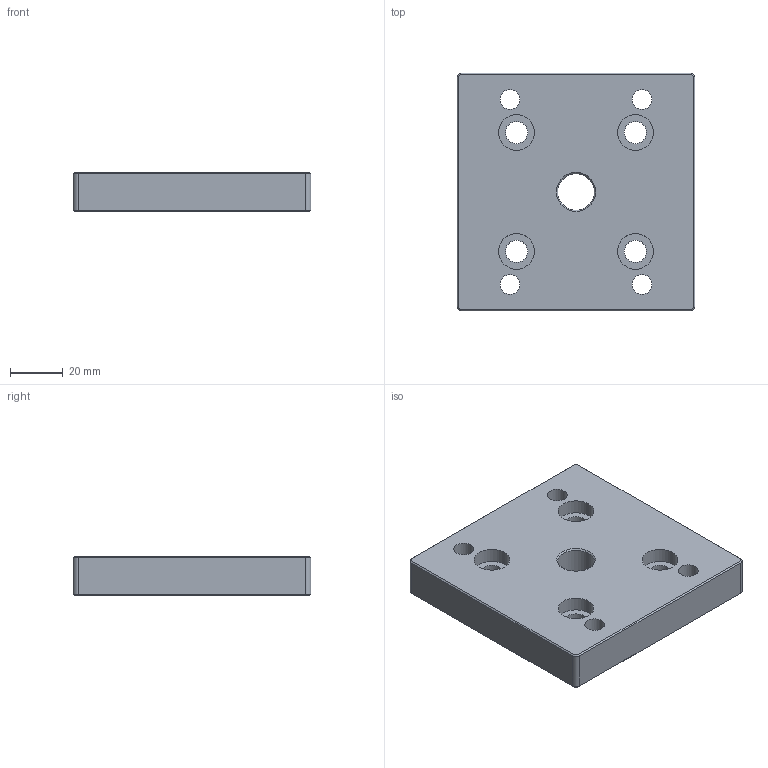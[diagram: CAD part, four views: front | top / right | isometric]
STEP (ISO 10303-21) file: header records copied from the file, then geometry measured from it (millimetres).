
FILE_DESCRIPTION(/* description */ ('Upínací příruba 90x90'),/* implementation_level */ '2;1');
FILE_NAME(/* name */ '529090.stp',/* time_stamp */ '2015-01-13T08:42:51+01:00',/* author */ ('veronikaf'),/* organization */ (''),/* preprocessor_version */ 'ST-DEVELOPER v15.2',/* originating_system */ 'Autodesk Inventor 2014',/* authorisation */ '');
FILE_SCHEMA (('AUTOMOTIVE_DESIGN { 1 0 10303 214 3 1 1 }'));
Length unit declared in the file: millimetre
Products named in the file (1): 529090
Bounding box: 90 x 90 x 15 mm (x, y, z)
Volume: 111187.9 mm3; surface area: 24211.4 mm2
Topology: 1 solids, 1 shells, 45 faces, 100 edges, 61 vertices
Faces by surface type: plane 18, cylinder 17, cone 10
Full cylindrical faces by diameter (mm): 7.5 x4, 8.4 x4, 13.5 x4, 13.835 x1
Entity records: 1218 total; most frequent: DIRECTION 220, CARTESIAN_POINT 190, ORIENTED_EDGE 168, AXIS2_PLACEMENT_3D 90, EDGE_CURVE 84, EDGE_LOOP 82, VERTEX_POINT 60, ADVANCED_FACE 45
